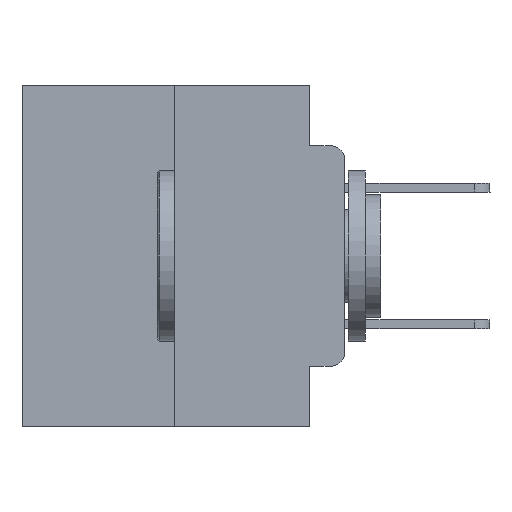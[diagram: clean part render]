
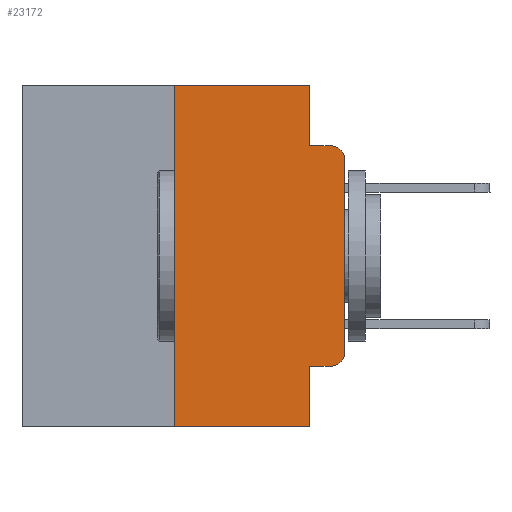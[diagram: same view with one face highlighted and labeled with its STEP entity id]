
A CAD part, left-side view. The second image highlights one B-rep face of the part: STEP entity #23172.
In plain terms, the highlighted planar face has unit normal (-1, 0, 0).
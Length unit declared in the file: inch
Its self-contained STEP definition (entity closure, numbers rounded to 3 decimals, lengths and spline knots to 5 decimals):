
#71 = CARTESIAN_POINT ( 'NONE',  ( 0., 0.051, -0.0885 ) ) ;
#325 = CARTESIAN_POINT ( 'NONE',  ( 0., 0.02, -0.3915 ) ) ;
#745 = VECTOR ( 'NONE', #13674, 39.37008 ) ;
#1263 = LINE ( 'NONE', #26483, #13934 ) ;
#1726 = CARTESIAN_POINT ( 'NONE',  ( 0., 0.02, -0.4115 ) ) ;
#1955 = CARTESIAN_POINT ( 'NONE',  ( 0., 0., 0. ) ) ;
#2585 = VERTEX_POINT ( 'NONE', #13021 ) ;
#3917 = VERTEX_POINT ( 'NONE', #11628 ) ;
#4990 = LINE ( 'NONE', #1955, #13353 ) ;
#5492 = CARTESIAN_POINT ( 'NONE',  ( 0., 0.25, -0.5 ) ) ;
#5989 = ORIENTED_EDGE ( 'NONE', *, *, #18349, .T. ) ;
#6050 = VERTEX_POINT ( 'NONE', #5492 ) ;
#6753 = VERTEX_POINT ( 'NONE', #21148 ) ;
#6758 = DIRECTION ( 'NONE',  ( 0., 0., -1. ) ) ;
#7063 = ORIENTED_EDGE ( 'NONE', *, *, #8248, .T. ) ;
#7131 = CARTESIAN_POINT ( 'NONE',  ( 0., 0.051, 0. ) ) ;
#7260 = VECTOR ( 'NONE', #18848, 39.37008 ) ;
#7261 = VECTOR ( 'NONE', #20403, 39.37008 ) ;
#7425 = CARTESIAN_POINT ( 'NONE',  ( 0., 0.473, -0.5 ) ) ;
#7742 = DIRECTION ( 'NONE',  ( 1., 0., 0. ) ) ;
#7791 = LINE ( 'NONE', #71, #16515 ) ;
#7814 = AXIS2_PLACEMENT_3D ( 'NONE', #7835, #7742, #13908 ) ;
#7835 = CARTESIAN_POINT ( 'NONE',  ( 0., 0.473, 0. ) ) ;
#8000 = ORIENTED_EDGE ( 'NONE', *, *, #25674, .T. ) ;
#8161 = ORIENTED_EDGE ( 'NONE', *, *, #13206, .F. ) ;
#8248 = EDGE_CURVE ( 'NONE', #12531, #13884, #26509, .T. ) ;
#8333 = CARTESIAN_POINT ( 'NONE',  ( 0., 0.051, 0. ) ) ;
#9051 = LINE ( 'NONE', #8333, #9725 ) ;
#9725 = VECTOR ( 'NONE', #14779, 39.37008 ) ;
#11628 = CARTESIAN_POINT ( 'NONE',  ( 0., 0., -0.1085 ) ) ;
#12003 = VECTOR ( 'NONE', #24064, 39.37008 ) ;
#12413 = CARTESIAN_POINT ( 'NONE',  ( 0., 0.25, 0. ) ) ;
#12415 = ORIENTED_EDGE ( 'NONE', *, *, #19249, .T. ) ;
#12531 = VERTEX_POINT ( 'NONE', #1726 ) ;
#13021 = CARTESIAN_POINT ( 'NONE',  ( 0., 0.02, -0.0885 ) ) ;
#13206 = EDGE_CURVE ( 'NONE', #24391, #2585, #7791, .T. ) ;
#13353 = VECTOR ( 'NONE', #19241, 39.37008 ) ;
#13409 = EDGE_CURVE ( 'NONE', #3917, #2585, #25472, .T. ) ;
#13674 = DIRECTION ( 'NONE',  ( 0., 0., -1. ) ) ;
#13735 = ORIENTED_EDGE ( 'NONE', *, *, #13409, .T. ) ;
#13774 = VERTEX_POINT ( 'NONE', #12413 ) ;
#13884 = VERTEX_POINT ( 'NONE', #16898 ) ;
#13908 = DIRECTION ( 'NONE',  ( 0., 0., -1. ) ) ;
#13933 = CARTESIAN_POINT ( 'NONE',  ( 0., 0.051, -0.0885 ) ) ;
#13934 = VECTOR ( 'NONE', #24253, 39.37008 ) ;
#14779 = DIRECTION ( 'NONE',  ( 0., 0., -1. ) ) ;
#14823 = CARTESIAN_POINT ( 'NONE',  ( 0., 0.473, 0. ) ) ;
#15236 = DIRECTION ( 'NONE',  ( -1., 0., 0. ) ) ;
#15425 = CARTESIAN_POINT ( 'NONE',  ( 0., 0.02, -0.1085 ) ) ;
#15989 = LINE ( 'NONE', #24783, #7261 ) ;
#16261 = ORIENTED_EDGE ( 'NONE', *, *, #26287, .F. ) ;
#16515 = VECTOR ( 'NONE', #27540, 39.37008 ) ;
#16898 = CARTESIAN_POINT ( 'NONE',  ( 0., 0., -0.3915 ) ) ;
#17647 = CARTESIAN_POINT ( 'NONE',  ( 0., 0.051, -0.4115 ) ) ;
#17794 = EDGE_CURVE ( 'NONE', #13774, #22304, #22991, .T. ) ;
#18349 = EDGE_CURVE ( 'NONE', #13884, #3917, #4990, .T. ) ;
#18412 = ORIENTED_EDGE ( 'NONE', *, *, #17794, .F. ) ;
#18848 = DIRECTION ( 'NONE',  ( 0., -1., 0. ) ) ;
#19006 = LINE ( 'NONE', #7425, #12003 ) ;
#19159 = ORIENTED_EDGE ( 'NONE', *, *, #23797, .F. ) ;
#19241 = DIRECTION ( 'NONE',  ( 0., 0., 1. ) ) ;
#19249 = EDGE_CURVE ( 'NONE', #25487, #12531, #1263, .T. ) ;
#19583 = DIRECTION ( 'NONE',  ( -1., 0., 0. ) ) ;
#20355 = EDGE_LOOP ( 'NONE', ( #5989, #13735, #8161, #23170, #18412, #16261, #8000, #19159, #12415, #7063 ) ) ;
#20403 = DIRECTION ( 'NONE',  ( 0., 0., 1. ) ) ;
#21148 = CARTESIAN_POINT ( 'NONE',  ( 0., 0.051, -0.5 ) ) ;
#21917 = AXIS2_PLACEMENT_3D ( 'NONE', #325, #19583, #6758 ) ;
#22304 = VERTEX_POINT ( 'NONE', #24318 ) ;
#22340 = EDGE_CURVE ( 'NONE', #22304, #24391, #26478, .T. ) ;
#22991 = LINE ( 'NONE', #14823, #7260 ) ;
#23170 = ORIENTED_EDGE ( 'NONE', *, *, #22340, .F. ) ;
#23172 = ADVANCED_FACE ( 'NONE', ( #25782 ), #26793, .F. ) ;
#23797 = EDGE_CURVE ( 'NONE', #25487, #6753, #9051, .T. ) ;
#23814 = DIRECTION ( 'NONE',  ( 0., 0., -1. ) ) ;
#24064 = DIRECTION ( 'NONE',  ( 0., -1., 0. ) ) ;
#24253 = DIRECTION ( 'NONE',  ( 0., -1., 0. ) ) ;
#24318 = CARTESIAN_POINT ( 'NONE',  ( 0., 0.051, 0. ) ) ;
#24391 = VERTEX_POINT ( 'NONE', #13933 ) ;
#24783 = CARTESIAN_POINT ( 'NONE',  ( 0., 0.25, 0. ) ) ;
#25472 = CIRCLE ( 'NONE', #25744, 0.02 ) ;
#25487 = VERTEX_POINT ( 'NONE', #17647 ) ;
#25674 = EDGE_CURVE ( 'NONE', #6050, #6753, #19006, .T. ) ;
#25744 = AXIS2_PLACEMENT_3D ( 'NONE', #15425, #15236, #23814 ) ;
#25782 = FACE_OUTER_BOUND ( 'NONE', #20355, .T. ) ;
#26287 = EDGE_CURVE ( 'NONE', #6050, #13774, #15989, .T. ) ;
#26478 = LINE ( 'NONE', #7131, #745 ) ;
#26483 = CARTESIAN_POINT ( 'NONE',  ( 0., 0.051, -0.4115 ) ) ;
#26509 = CIRCLE ( 'NONE', #21917, 0.02 ) ;
#26793 = PLANE ( 'NONE',  #7814 ) ;
#27540 = DIRECTION ( 'NONE',  ( 0., -1., 0. ) ) ;
